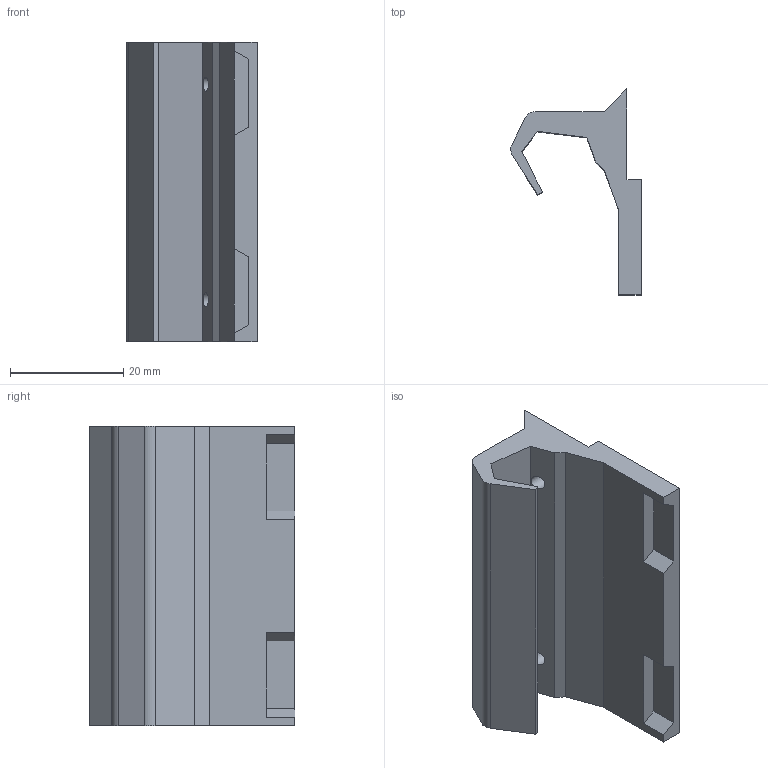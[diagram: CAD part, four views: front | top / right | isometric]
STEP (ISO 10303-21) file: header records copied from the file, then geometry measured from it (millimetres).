
FILE_DESCRIPTION(/* description */ ('Alibre Inc.'),/* implementation_level */ '2;1');
FILE_NAME(/* name */ 'export0',/* time_stamp */ '2023-02-14T10:07:56-06:00',/* author */ (''),/* organization */ (''),/* preprocessor_version */ 'ST-DEVELOPER v14',/* originating_system */ 'Alibre',/* authorisation */ '');
FILE_SCHEMA (('CONFIG_CONTROL_DESIGN'));
Length unit declared in the file: centimetre
Products named in the file (1): ID_1
Bounding box: 22.98 x 36.29 x 52.8 mm (x, y, z)
Volume: 11865.6 mm3; surface area: 7424.5 mm2
Topology: 1 solids, 1 shells, 30 faces, 86 edges, 58 vertices
Faces by surface type: plane 26, cylinder 4
Full cylindrical faces by diameter (mm): 2.5 x2
Entity records: 1005 total; most frequent: CARTESIAN_POINT 166, ORIENTED_EDGE 164, DIRECTION 122, EDGE_CURVE 82, VECTOR 72, LINE 72, VERTEX_POINT 56, AXIS2_PLACEMENT_3D 38
